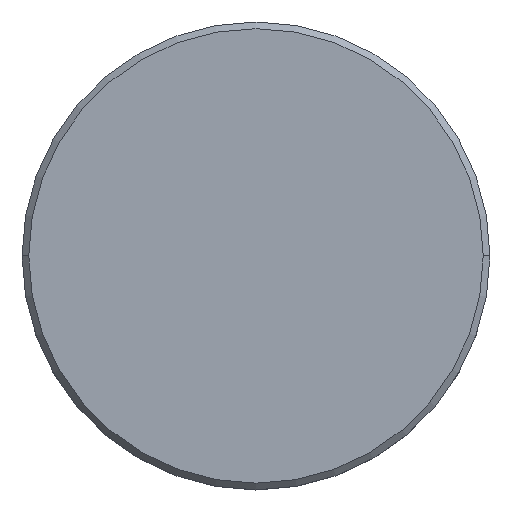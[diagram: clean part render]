
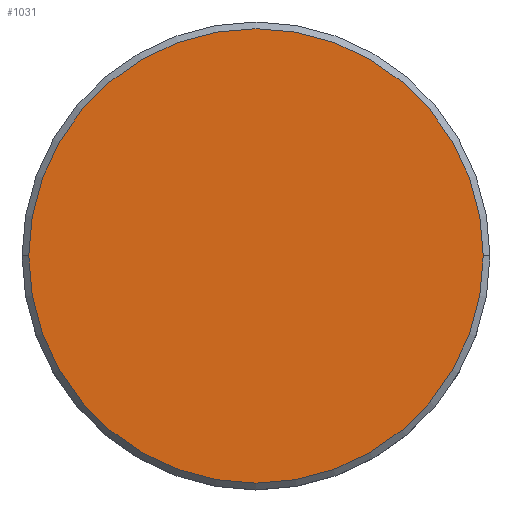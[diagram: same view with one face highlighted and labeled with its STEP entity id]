
A CAD part, top view. The second image highlights one B-rep face of the part: STEP entity #1031.
In plain terms, the highlighted planar face has unit normal (0, 0, 1).
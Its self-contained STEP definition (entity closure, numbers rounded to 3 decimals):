
#60 = CARTESIAN_POINT ( 'NONE',  ( 0., 0., 0. ) ) ;
#140 = DIRECTION ( 'NONE',  ( 1., 0., 0. ) ) ;
#157 = CARTESIAN_POINT ( 'NONE',  ( 0., 0., 0. ) ) ;
#183 = AXIS2_PLACEMENT_3D ( 'NONE', #60, #593, #140 ) ;
#202 = AXIS2_PLACEMENT_3D ( 'NONE', #388, #1030, #657 ) ;
#206 = EDGE_CURVE ( 'NONE', #957, #637, #698, .T. ) ;
#252 = DIRECTION ( 'NONE',  ( 0., 0., 1. ) ) ;
#262 = AXIS2_PLACEMENT_3D ( 'NONE', #157, #252, #275 ) ;
#275 = DIRECTION ( 'NONE',  ( 1., 0., 0. ) ) ;
#383 = FACE_OUTER_BOUND ( 'NONE', #594, .T. ) ;
#388 = CARTESIAN_POINT ( 'NONE',  ( 0., 0., 0. ) ) ;
#484 = ORIENTED_EDGE ( 'NONE', *, *, #206, .T. ) ;
#539 = ORIENTED_EDGE ( 'NONE', *, *, #755, .T. ) ;
#549 = CIRCLE ( 'NONE', #262, 17. ) ;
#593 = DIRECTION ( 'NONE',  ( 0., 0., 1. ) ) ;
#594 = EDGE_LOOP ( 'NONE', ( #539, #484 ) ) ;
#637 = VERTEX_POINT ( 'NONE', #882 ) ;
#657 = DIRECTION ( 'NONE',  ( 1., 0., 0. ) ) ;
#698 = CIRCLE ( 'NONE', #183, 17. ) ;
#748 = PLANE ( 'NONE',  #202 ) ;
#751 = CARTESIAN_POINT ( 'NONE',  ( 17., 0., 0. ) ) ;
#755 = EDGE_CURVE ( 'NONE', #637, #957, #549, .T. ) ;
#882 = CARTESIAN_POINT ( 'NONE',  ( -17., 0., 0. ) ) ;
#957 = VERTEX_POINT ( 'NONE', #751 ) ;
#1030 = DIRECTION ( 'NONE',  ( 0., 0., 1. ) ) ;
#1031 = ADVANCED_FACE ( 'NONE', ( #383 ), #748, .T. ) ;
